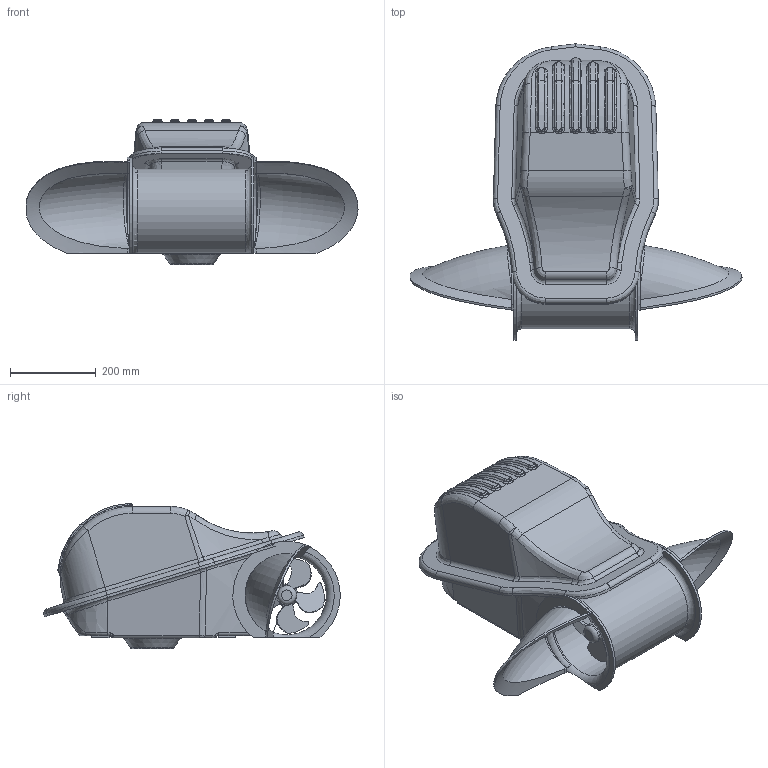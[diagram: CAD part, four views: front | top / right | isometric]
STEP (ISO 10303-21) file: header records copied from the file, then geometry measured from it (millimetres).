
FILE_DESCRIPTION(/* description */ (''),/* implementation_level */ '2;1');
FILE_NAME(/* name */ 'SX100-185T (12-24V).stp',/* time_stamp */ '2016-02-05T09:36:52+01:00',/* author */ ('elvira'),/* organization */ (''),/* preprocessor_version */ 'ST-DEVELOPER v15.6',/* originating_system */ 'Autodesk Inventor 2015',/* authorisation */ '');
FILE_SCHEMA (('AUTOMOTIVE_DESIGN { 1 0 10303 214 3 1 1 }'));
Length unit declared in the file: millimetre
Products named in the file (1): SX80-185T (12-24V)
Bounding box: 775.38 x 692.25 x 338.85 mm (x, y, z)
Volume: 37369724.9 mm3; surface area: 1997033.3 mm2
Topology: 10 solids, 10 shells, 534 faces, 1312 edges, 799 vertices
Faces by surface type: bspline 293, plane 104, cylinder 80, torus 44, cone 12, sphere 1
Full cylindrical faces by diameter (mm): 32 x1, 44.7 x2, 52 x2, 185 x1
Entity records: 55739 total; most frequent: CARTESIAN_POINT 44408, ORIENTED_EDGE 2548, DIRECTION 1632, EDGE_CURVE 1274, VERTEX_POINT 790, AXIS2_PLACEMENT_3D 665, EDGE_LOOP 570, B_SPLINE_CURVE_WITH_KNOTS 549
